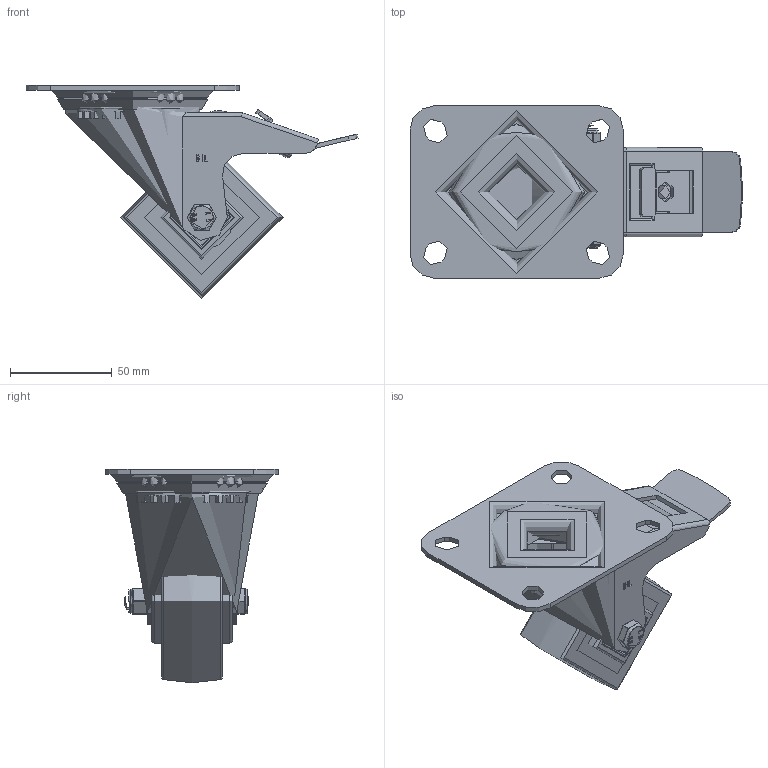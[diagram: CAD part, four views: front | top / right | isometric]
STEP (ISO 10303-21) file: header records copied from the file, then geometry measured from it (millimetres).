
FILE_DESCRIPTION(/* description */ (''),/* implementation_level */ '2;1');
FILE_NAME(/* name */ 'BZMM80PABJSWB.step',/* time_stamp */ '2024-10-07T10:03:54+01:00',/* author */ (''),/* organization */ (''),/* preprocessor_version */ 'ST-DEVELOPER v20',/* originating_system */ 'Autodesk Translation Framework v13.20.0.188',/* authorisation */ '');
FILE_SCHEMA (('AUTOMOTIVE_DESIGN { 1 0 10303 214 3 1 1 }'));
Length unit declared in the file: millimetre
Products named in the file (36): BZMM80PABJSWB; BZMM80ASSWB v1; ZINC PLATED, PRESSED STEEL TOP PLATE; ZINC PLATED, PRESSED STEEL TOP PLATE Geometry; BALL BEARINGS; Component1; ZINC PLATED, PRESSED STEEL FORKS; BEARING SEAL; ZINC PLATED, PRESSED STEEL BRAKE PEDAL; ZINC PLATED, PRESSED STEEL BRAKE PEDAL Geometry; BRAKE BOLT; BRAKE PAD; BRAKE PAD Geometry; NUT; BOLT; BZH80WPABJM12 v1; POLYURETHANE TYRE; ALUMINIUM RIM; BEARING6201; Pattern; BEARING6201 (1); Pattern (1); Component2; OUTTER; INNER; MIDDLE; RUBBER; BEARING SPACER; TUBEM12X40 v1; ZINC PLATED STEEL TUBE; HEXBOLTM8X55Z8.8 v2; GRADE 8.8 ZINC PLATED BOLT; NYLOCM8Z v1; NYLOC NUT; NUT (1); RUBBER (1)
Assembly tree (77 placements, depth 5):
  BZMM80PABJSWB
    BZMM80ASSWB v1
      ZINC PLATED, PRESSED STEEL TOP PLATE
        ZINC PLATED, PRESSED STEEL TOP PLATE Geometry
        BALL BEARINGS
          Component1  x24
      ZINC PLATED, PRESSED STEEL FORKS
      BEARING SEAL
      ZINC PLATED, PRESSED STEEL BRAKE PEDAL
        ZINC PLATED, PRESSED STEEL BRAKE PEDAL Geometry
        BRAKE BOLT
      BRAKE PAD
        BRAKE PAD Geometry
        NUT
        BOLT
    BZH80WPABJM12 v1
      POLYURETHANE TYRE
      ALUMINIUM RIM
      BEARING6201
        OUTTER
        INNER
        Pattern
          Component2  x7
        MIDDLE
        RUBBER  x2
      BEARING6201 (1)
        Pattern (1)
          Component2  x7
        OUTTER
        INNER
        MIDDLE
        RUBBER  x2
      BEARING SPACER
    TUBEM12X40 v1
      ZINC PLATED STEEL TUBE
    HEXBOLTM8X55Z8.8 v2
      GRADE 8.8 ZINC PLATED BOLT
    NYLOCM8Z v1
      NYLOC NUT
        NUT (1)
        RUBBER (1)
Bounding box: 163.41 x 85 x 105 mm (x, y, z)
Volume: 213052.6 mm3; surface area: 116580.6 mm2
Topology: 63 solids, 63 shells, 1211 faces, 3168 edges, 2064 vertices
Faces by surface type: plane 503, bspline 323, cylinder 230, sphere 105, torus 42, cone 8
Full cylindrical faces by diameter (mm): 0.664 x2, 6 x5, 6.446 x7, 7.866 x13, 8 x4, 8.2 x2, 8.4 x1, 8.6 x2, 11.5 x1, 11.9 x1, 12 x3, 12.1 x1, 16 x1, 17 x2, 18.45 x8, 18.645 x4, 19.645 x4, 20.597 x2, 26.145 x4, 26.944 x2, 27.145 x4, 27.34 x8, 27.5 x1, 28 x1, 29 x2, 31.5 x1, 32 x4, 41 x2, 56 x2, 56.5 x2
Entity records: 31878 total; most frequent: CARTESIAN_POINT 12719, ORIENTED_EDGE 3872, DIRECTION 3599, EDGE_CURVE 1936, AXIS2_PLACEMENT_3D 1279, VERTEX_POINT 1256, LINE 1041, VECTOR 1041
